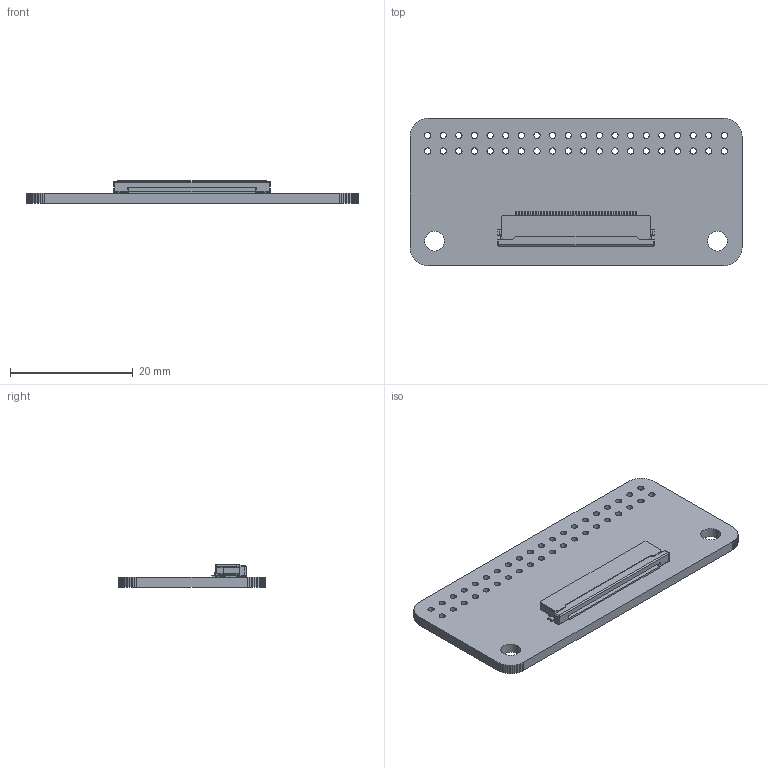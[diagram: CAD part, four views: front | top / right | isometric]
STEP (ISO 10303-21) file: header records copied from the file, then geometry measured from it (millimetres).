
FILE_DESCRIPTION(('PCB Model'),'2;1');
FILE_NAME('FEC 40P-32P 0.STEP','2023-04-30T17:53:47',('pritesh' ),('Unspecified'),'Open CASCADE STEP processor 6.8','Proteus', 'Unknown');
FILE_SCHEMA(('AUTOMOTIVE_DESIGN { 1 0 10303 214 1 1 1 1 }'));
Length unit declared in the file: millimetre
Products named in the file (11): Open CASCADE STEP translator 6.8 2; Layer_1; J1; Open CASCADE STEP translator 6.8 2.2.1; Body_1; SOLID
Assembly tree (49 placements, depth 6):
  Open CASCADE STEP translator 6.8 2
    Layer_1
    J1
      Open CASCADE STEP translator 6.8 2.2.1
        Body_1
          (unnamed)
          (unnamed)
          (unnamed)
            SOLID
            SOLID
          (unnamed)  x40
Bounding box: 54 x 24 x 3.64 mm (x, y, z)
Volume: 2183.2 mm3; surface area: 3622 mm2
Topology: 45 solids, 45 shells, 717 faces, 1837 edges, 1208 vertices
Faces by surface type: plane 606, cylinder 107, sphere 4
Entity records: 11516 total; most frequent: CARTESIAN_POINT 1906, DIRECTION 1817, ORIENTED_EDGE 1794, EDGE_CURVE 897, LINE 643, VECTOR 643, AXIS2_PLACEMENT_3D 587, VERTEX_POINT 584
